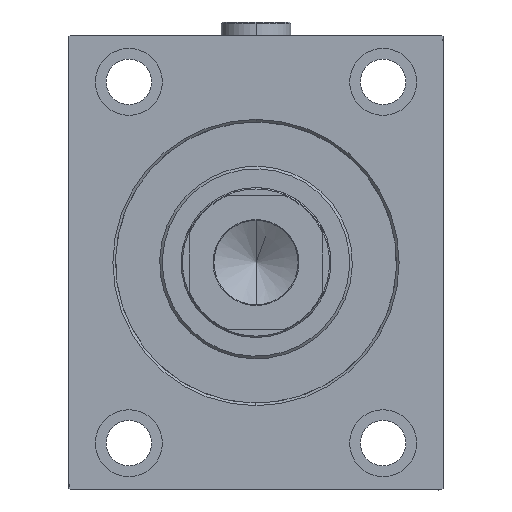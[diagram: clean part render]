
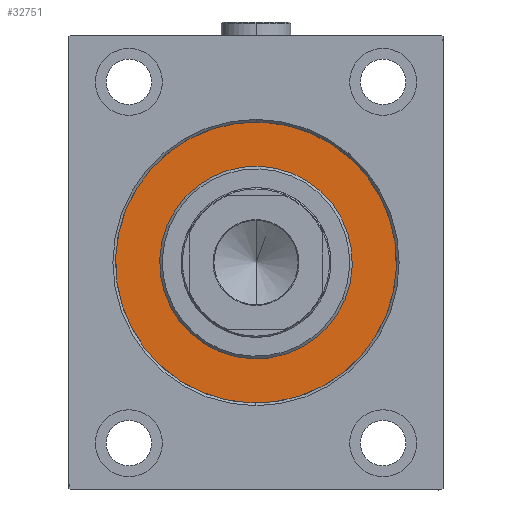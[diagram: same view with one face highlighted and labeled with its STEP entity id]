
A CAD part, left-side view. The second image highlights one B-rep face of the part: STEP entity #32751.
In plain terms, the highlighted face is planar.
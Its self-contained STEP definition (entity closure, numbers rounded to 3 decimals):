
#320 = AXIS2_PLACEMENT_3D ( 'NONE', #2210, #23169, #29331 ) ;
#766 = ORIENTED_EDGE ( 'NONE', *, *, #37309, .F. ) ;
#2210 = CARTESIAN_POINT ( 'NONE',  ( 0., 0., 0. ) ) ;
#5208 = CARTESIAN_POINT ( 'NONE',  ( 0., 0., 0. ) ) ;
#5757 = AXIS2_PLACEMENT_3D ( 'NONE', #26835, #36865, #6079 ) ;
#6079 = DIRECTION ( 'NONE',  ( 0., 0., 1. ) ) ;
#7303 = PLANE ( 'NONE',  #13615 ) ;
#7528 = FACE_BOUND ( 'NONE', #26327, .T. ) ;
#8322 = CIRCLE ( 'NONE', #20785, 36. ) ;
#12619 = AXIS2_PLACEMENT_3D ( 'NONE', #32316, #28454, #32090 ) ;
#13615 = AXIS2_PLACEMENT_3D ( 'NONE', #30813, #34448, #17128 ) ;
#13677 = CARTESIAN_POINT ( 'NONE',  ( 0., 0., 36. ) ) ;
#14162 = VERTEX_POINT ( 'NONE', #35642 ) ;
#16979 = CIRCLE ( 'NONE', #12619, 36. ) ;
#16984 = EDGE_CURVE ( 'NONE', #27181, #35264, #16979, .T. ) ;
#17128 = DIRECTION ( 'NONE',  ( 0., 0., 1. ) ) ;
#18322 = VERTEX_POINT ( 'NONE', #22003 ) ;
#19948 = CIRCLE ( 'NONE', #320, 52.5 ) ;
#20785 = AXIS2_PLACEMENT_3D ( 'NONE', #5208, #22755, #29381 ) ;
#21166 = ORIENTED_EDGE ( 'NONE', *, *, #16984, .F. ) ;
#22003 = CARTESIAN_POINT ( 'NONE',  ( 0., 0., 52.5 ) ) ;
#22755 = DIRECTION ( 'NONE',  ( 1., 0., 0. ) ) ;
#23047 = EDGE_CURVE ( 'NONE', #35264, #27181, #8322, .T. ) ;
#23169 = DIRECTION ( 'NONE',  ( -1., 0., 0. ) ) ;
#23557 = ORIENTED_EDGE ( 'NONE', *, *, #42844, .F. ) ;
#25409 = CIRCLE ( 'NONE', #5757, 52.5 ) ;
#25552 = ORIENTED_EDGE ( 'NONE', *, *, #23047, .F. ) ;
#26327 = EDGE_LOOP ( 'NONE', ( #21166, #25552 ) ) ;
#26835 = CARTESIAN_POINT ( 'NONE',  ( 0., 0., 0. ) ) ;
#27181 = VERTEX_POINT ( 'NONE', #13677 ) ;
#28454 = DIRECTION ( 'NONE',  ( 1., 0., 0. ) ) ;
#29331 = DIRECTION ( 'NONE',  ( 0., 0., 1. ) ) ;
#29381 = DIRECTION ( 'NONE',  ( 0., 0., -1. ) ) ;
#30813 = CARTESIAN_POINT ( 'NONE',  ( 0., 0., 0. ) ) ;
#32090 = DIRECTION ( 'NONE',  ( 0., 0., -1. ) ) ;
#32316 = CARTESIAN_POINT ( 'NONE',  ( 0., 0., 0. ) ) ;
#32751 = ADVANCED_FACE ( 'NONE', ( #7528, #38768 ), #7303, .F. ) ;
#34448 = DIRECTION ( 'NONE',  ( -1., 0., 0. ) ) ;
#35264 = VERTEX_POINT ( 'NONE', #44288 ) ;
#35642 = CARTESIAN_POINT ( 'NONE',  ( 0., 0., -52.5 ) ) ;
#36865 = DIRECTION ( 'NONE',  ( -1., 0., 0. ) ) ;
#37309 = EDGE_CURVE ( 'NONE', #18322, #14162, #25409, .T. ) ;
#38768 = FACE_OUTER_BOUND ( 'NONE', #44402, .T. ) ;
#42844 = EDGE_CURVE ( 'NONE', #14162, #18322, #19948, .T. ) ;
#44288 = CARTESIAN_POINT ( 'NONE',  ( 0., 0., -36. ) ) ;
#44402 = EDGE_LOOP ( 'NONE', ( #23557, #766 ) ) ;
